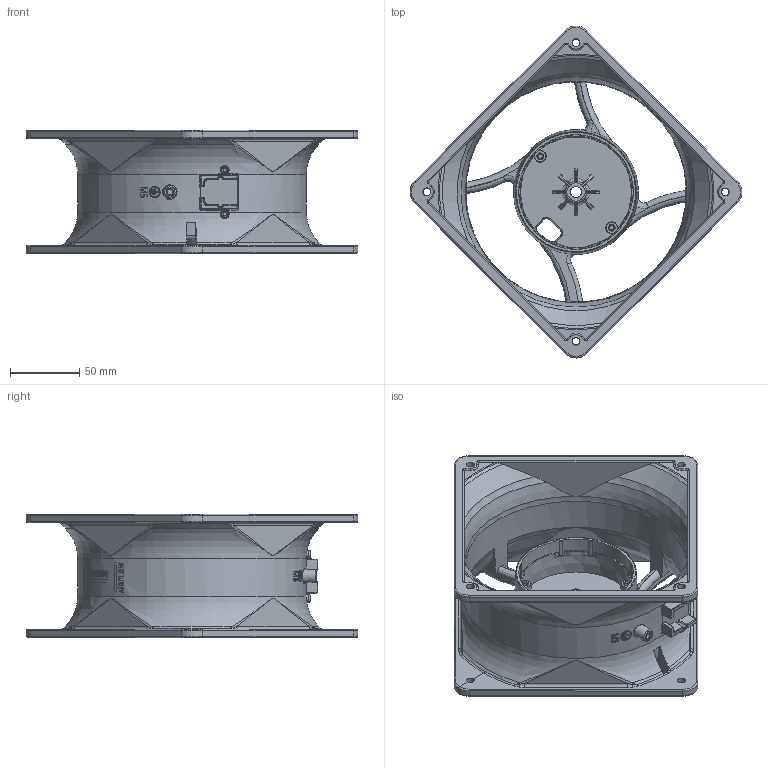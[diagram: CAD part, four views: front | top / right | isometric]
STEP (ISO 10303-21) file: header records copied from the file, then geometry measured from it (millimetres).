
FILE_DESCRIPTION(/* description */ (''),/* implementation_level */ '2;1');
FILE_NAME(/* name */ 'OA180AP_m0_framefixed.step',/* time_stamp */ '2023-09-28T11:50:40-05:00',/* author */ (''),/* organization */ (''),/* preprocessor_version */ 'ST-DEVELOPER v20',/* originating_system */ 'Autodesk Translation Framework v12.9.0.99',/* authorisation */ '');
FILE_SCHEMA (('AUTOMOTIVE_DESIGN { 1 0 10303 214 3 1 1 }'));
Length unit declared in the file: millimetre
Products named in the file (1): (Unsaved)
Bounding box: 239.79 x 239.79 x 89.2 mm (x, y, z)
Volume: 267902.5 mm3; surface area: 172013.1 mm2
Topology: 1 solids, 1 shells, 1061 faces, 2860 edges, 1815 vertices
Faces by surface type: plane 465, bspline 214, cylinder 206, torus 83, cone 79, sphere 14
Full cylindrical faces by diameter (mm): 2.5 x2, 2.6 x2, 6.858 x1, 7.85 x1, 8.001 x1
Entity records: 52793 total; most frequent: CARTESIAN_POINT 27532, ORIENTED_EDGE 5692, DIRECTION 4927, EDGE_CURVE 2846, AXIS2_PLACEMENT_3D 1987, VERTEX_POINT 1815, EDGE_LOOP 1123, FACE_OUTER_BOUND 1061
